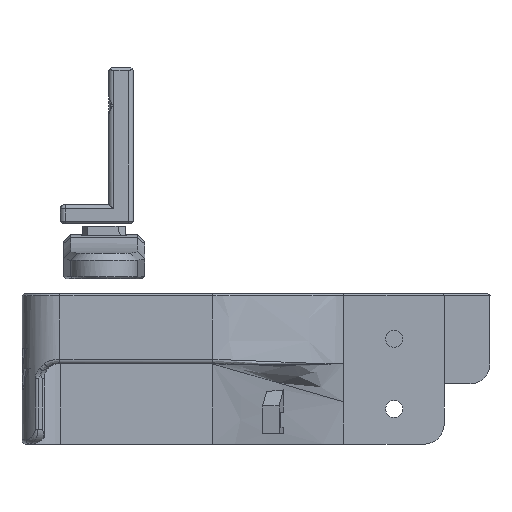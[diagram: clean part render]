
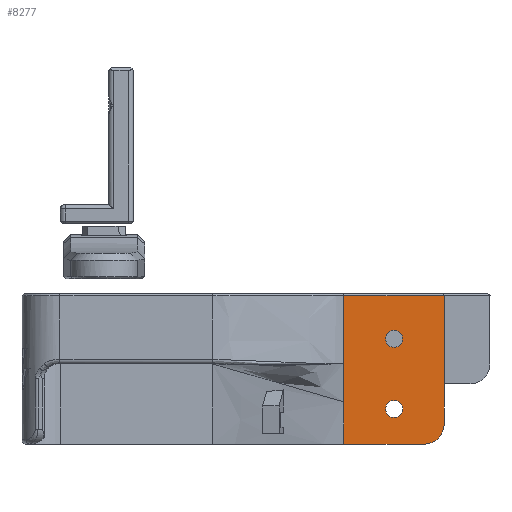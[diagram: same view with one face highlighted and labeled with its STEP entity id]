
A CAD part, left-side view. The second image highlights one B-rep face of the part: STEP entity #8277.
In plain terms, the highlighted planar face has unit normal (-1, 0, 0).
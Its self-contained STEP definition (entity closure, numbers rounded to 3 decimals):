
#317=FACE_BOUND('',#2687,.T.);
#318=FACE_BOUND('',#2688,.T.);
#824=LINE('',#14152,#1555);
#825=LINE('',#14155,#1556);
#826=LINE('',#14157,#1557);
#827=LINE('',#14159,#1558);
#828=LINE('',#14161,#1559);
#829=LINE('',#14164,#1560);
#1555=VECTOR('',#10312,10.);
#1556=VECTOR('',#10315,10.);
#1557=VECTOR('',#10316,10.);
#1558=VECTOR('',#10317,10.);
#1559=VECTOR('',#10318,10.);
#1560=VECTOR('',#10321,10.);
#2178=FACE_OUTER_BOUND('',#2686,.T.);
#2686=EDGE_LOOP('',(#6344,#6345,#6346,#6347,#6348,#6349,#6350));
#2687=EDGE_LOOP('',(#6351));
#2688=EDGE_LOOP('',(#6352));
#3091=CIRCLE('',#8855,1.7);
#3092=CIRCLE('',#8857,1.7);
#3107=CIRCLE('',#8887,4.);
#3595=VERTEX_POINT('',#13970);
#3596=VERTEX_POINT('',#13974);
#3620=VERTEX_POINT('',#14095);
#3623=VERTEX_POINT('',#14141);
#3624=VERTEX_POINT('',#14154);
#3625=VERTEX_POINT('',#14156);
#3626=VERTEX_POINT('',#14158);
#3627=VERTEX_POINT('',#14160);
#3628=VERTEX_POINT('',#14162);
#4555=EDGE_CURVE('',#3595,#3595,#3091,.T.);
#4557=EDGE_CURVE('',#3596,#3596,#3092,.T.);
#4600=EDGE_CURVE('',#3623,#3620,#824,.T.);
#4601=EDGE_CURVE('',#3623,#3624,#825,.T.);
#4602=EDGE_CURVE('',#3624,#3625,#826,.T.);
#4603=EDGE_CURVE('',#3625,#3626,#827,.T.);
#4604=EDGE_CURVE('',#3626,#3627,#828,.T.);
#4605=EDGE_CURVE('',#3628,#3627,#3107,.T.);
#4606=EDGE_CURVE('',#3628,#3620,#829,.T.);
#6344=ORIENTED_EDGE('',*,*,#4600,.F.);
#6345=ORIENTED_EDGE('',*,*,#4601,.T.);
#6346=ORIENTED_EDGE('',*,*,#4602,.T.);
#6347=ORIENTED_EDGE('',*,*,#4603,.T.);
#6348=ORIENTED_EDGE('',*,*,#4604,.T.);
#6349=ORIENTED_EDGE('',*,*,#4605,.F.);
#6350=ORIENTED_EDGE('',*,*,#4606,.T.);
#6351=ORIENTED_EDGE('',*,*,#4555,.T.);
#6352=ORIENTED_EDGE('',*,*,#4557,.T.);
#7909=PLANE('',#8886);
#8277=ADVANCED_FACE('',(#2178,#317,#318),#7909,.T.);
#8855=AXIS2_PLACEMENT_3D('',#13972,#10227,#10228);
#8857=AXIS2_PLACEMENT_3D('',#13976,#10232,#10233);
#8886=AXIS2_PLACEMENT_3D('',#14153,#10313,#10314);
#8887=AXIS2_PLACEMENT_3D('',#14163,#10319,#10320);
#10227=DIRECTION('center_axis',(1.,0.,0.));
#10228=DIRECTION('ref_axis',(0.,-1.,0.));
#10232=DIRECTION('center_axis',(1.,0.,0.));
#10233=DIRECTION('ref_axis',(0.,-1.,0.));
#10312=DIRECTION('',(0.,-1.,0.));
#10313=DIRECTION('center_axis',(-1.,0.,0.));
#10314=DIRECTION('ref_axis',(0.,0.,
-1.));
#10315=DIRECTION('',(0.,0.,-1.));
#10316=DIRECTION('',(0.,0.,-1.));
#10317=DIRECTION('',(0.,0.,-1.));
#10318=DIRECTION('',(0.,-1.,0.));
#10319=DIRECTION('center_axis',(1.,0.,0.));
#10320=DIRECTION('ref_axis',(0.,-0.707,-0.707));
#10321=DIRECTION('',(0.,0.,1.));
#13970=CARTESIAN_POINT('',(-204.52,-17.601,80.665));
#13972=CARTESIAN_POINT('Origin',(-204.52,-19.301,80.665));
#13974=CARTESIAN_POINT('',(-204.52,-17.601,66.665));
#13976=CARTESIAN_POINT('Origin',(-204.52,-19.301,66.665));
#14095=CARTESIAN_POINT('',(-204.52,-29.301,89.265));
#14141=CARTESIAN_POINT('',(-204.52,-9.301,89.265));
#14152=CARTESIAN_POINT('',(-204.52,-24.301,89.265));
#14153=CARTESIAN_POINT('Origin',(-204.52,-19.301,74.665));
#14154=CARTESIAN_POINT('',(-204.52,-9.301,75.665));
#14155=CARTESIAN_POINT('',(-204.52,-9.301,89.665));
#14156=CARTESIAN_POINT('',(-204.52,-9.301,68.086));
#14157=CARTESIAN_POINT('',(-204.52,-9.301,89.665));
#14158=CARTESIAN_POINT('',(-204.52,-9.301,59.665));
#14159=CARTESIAN_POINT('',(-204.52,-9.301,89.665));
#14160=CARTESIAN_POINT('',(-204.52,-25.301,59.665));
#14161=CARTESIAN_POINT('',(-204.52,-29.301,59.665));
#14162=CARTESIAN_POINT('',(-204.52,-29.301,63.665));
#14163=CARTESIAN_POINT('Origin',(-204.52,-25.301,63.665));
#14164=CARTESIAN_POINT('',(-204.52,-29.301,89.665));
